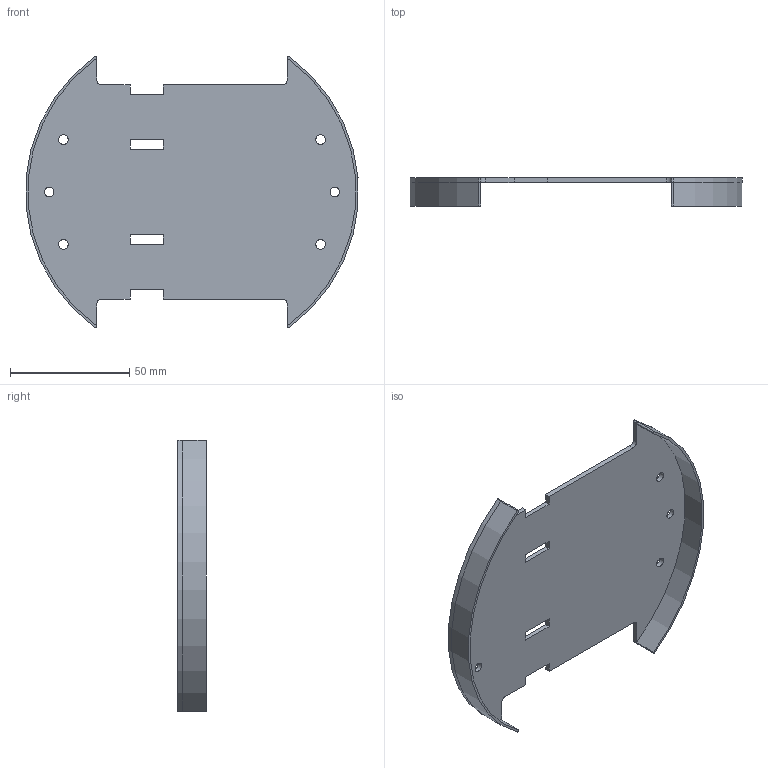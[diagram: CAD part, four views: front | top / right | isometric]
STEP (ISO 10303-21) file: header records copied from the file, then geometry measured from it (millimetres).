
FILE_DESCRIPTION(/* description */ (''),/* implementation_level */ '2;1');
FILE_NAME(/* name */ 'base 1.stp',/* time_stamp */ '2024-09-06T16:39:56-04:00',/* author */ ('Célio'),/* organization */ (''),/* preprocessor_version */ 'ST-DEVELOPER v20',/* originating_system */ 'Autodesk Inventor 2025',/* authorisation */ '');
FILE_SCHEMA (('AUTOMOTIVE_DESIGN { 1 0 10303 214 3 1 1 }'));
Length unit declared in the file: millimetre
Products named in the file (1): base 1
Bounding box: 139.48 x 12 x 113.96 mm (x, y, z)
Volume: 26134.6 mm3; surface area: 30092.1 mm2
Topology: 1 solids, 1 shells, 49 faces, 138 edges, 92 vertices
Faces by surface type: plane 26, cylinder 23
Full cylindrical faces by diameter (mm): 4 x6
Entity records: 1715 total; most frequent: CARTESIAN_POINT 280, DIRECTION 279, ORIENTED_EDGE 276, EDGE_CURVE 138, LINE 97, VECTOR 97, VERTEX_POINT 91, AXIS2_PLACEMENT_3D 91
